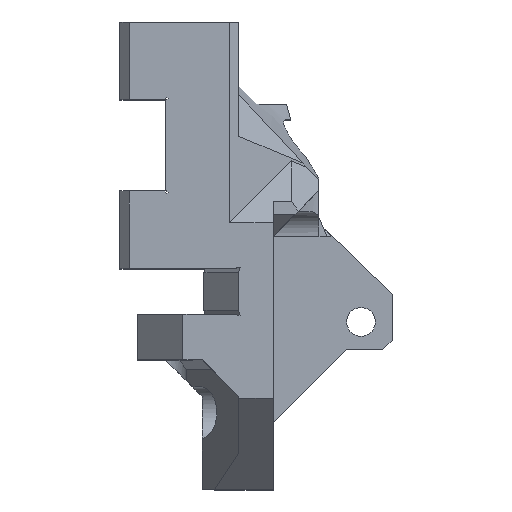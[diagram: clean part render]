
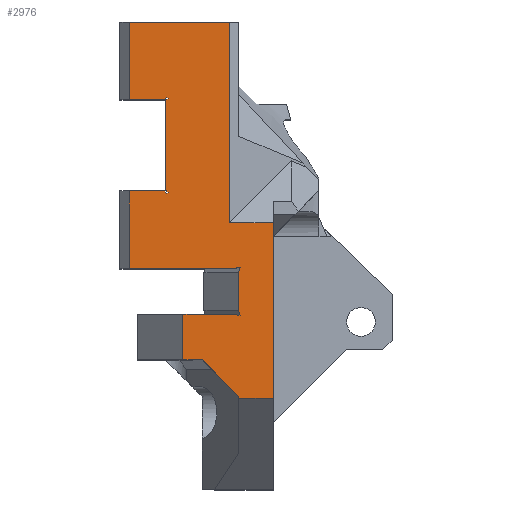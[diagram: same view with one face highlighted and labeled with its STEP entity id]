
A CAD part, top view. The second image highlights one B-rep face of the part: STEP entity #2976.
In plain terms, the highlighted planar face has unit normal (0, 0, 1).
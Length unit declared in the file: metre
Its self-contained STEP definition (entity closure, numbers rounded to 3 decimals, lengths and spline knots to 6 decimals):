
#255=ORIENTED_EDGE('',*,*,#1126,.F.);
#256=ORIENTED_EDGE('',*,*,#1103,.T.);
#257=ORIENTED_EDGE('',*,*,#1127,.F.);
#258=ORIENTED_EDGE('',*,*,#1128,.F.);
#259=ORIENTED_EDGE('',*,*,#1129,.T.);
#260=ORIENTED_EDGE('',*,*,#1130,.T.);
#261=ORIENTED_EDGE('',*,*,#1131,.F.);
#262=ORIENTED_EDGE('',*,*,#1132,.T.);
#263=ORIENTED_EDGE('',*,*,#1133,.T.);
#264=ORIENTED_EDGE('',*,*,#1134,.T.);
#265=ORIENTED_EDGE('',*,*,#1135,.F.);
#266=ORIENTED_EDGE('',*,*,#1136,.T.);
#267=ORIENTED_EDGE('',*,*,#1137,.T.);
#268=ORIENTED_EDGE('',*,*,#1138,.T.);
#269=ORIENTED_EDGE('',*,*,#1139,.T.);
#270=ORIENTED_EDGE('',*,*,#1140,.F.);
#271=ORIENTED_EDGE('',*,*,#1141,.F.);
#272=ORIENTED_EDGE('',*,*,#1142,.F.);
#273=ORIENTED_EDGE('',*,*,#1143,.F.);
#274=ORIENTED_EDGE('',*,*,#1144,.F.);
#275=ORIENTED_EDGE('',*,*,#1145,.T.);
#276=ORIENTED_EDGE('',*,*,#1146,.T.);
#277=ORIENTED_EDGE('',*,*,#1147,.T.);
#278=ORIENTED_EDGE('',*,*,#1148,.T.);
#279=ORIENTED_EDGE('',*,*,#1149,.T.);
#280=ORIENTED_EDGE('',*,*,#1118,.F.);
#281=ORIENTED_EDGE('',*,*,#1150,.F.);
#1103=EDGE_CURVE('',#1534,#1536,#1823,.T.);
#1118=EDGE_CURVE('',#1549,#1550,#1836,.T.);
#1126=EDGE_CURVE('',#1534,#1557,#1844,.F.);
#1127=EDGE_CURVE('',#1558,#1536,#1845,.T.);
#1128=EDGE_CURVE('',#1559,#1558,#1846,.T.);
#1129=EDGE_CURVE('',#1559,#1560,#1847,.T.);
#1130=EDGE_CURVE('',#1560,#1561,#1848,.T.);
#1131=EDGE_CURVE('',#1562,#1561,#1849,.T.);
#1132=EDGE_CURVE('',#1562,#1563,#1850,.T.);
#1133=EDGE_CURVE('',#1563,#1564,#1851,.T.);
#1134=EDGE_CURVE('',#1564,#1565,#1852,.T.);
#1135=EDGE_CURVE('',#1566,#1565,#1853,.T.);
#1136=EDGE_CURVE('',#1566,#1567,#1854,.T.);
#1137=EDGE_CURVE('',#1567,#1568,#1855,.T.);
#1138=EDGE_CURVE('',#1568,#1569,#1856,.T.);
#1139=EDGE_CURVE('',#1569,#1570,#1857,.T.);
#1140=EDGE_CURVE('',#1571,#1570,#1858,.T.);
#1141=EDGE_CURVE('',#1572,#1571,#1859,.T.);
#1142=EDGE_CURVE('',#1573,#1572,#1860,.T.);
#1143=EDGE_CURVE('',#1574,#1573,#1861,.T.);
#1144=EDGE_CURVE('',#1575,#1574,#1862,.T.);
#1145=EDGE_CURVE('',#1575,#1576,#1863,.T.);
#1146=EDGE_CURVE('',#1576,#1577,#1864,.T.);
#1147=EDGE_CURVE('',#1577,#1578,#1865,.T.);
#1148=EDGE_CURVE('',#1578,#1579,#1866,.T.);
#1149=EDGE_CURVE('',#1579,#1550,#1867,.T.);
#1150=EDGE_CURVE('',#1557,#1549,#1868,.F.);
#1534=VERTEX_POINT('',#4312);
#1536=VERTEX_POINT('',#4316);
#1549=VERTEX_POINT('',#4348);
#1550=VERTEX_POINT('',#4350);
#1557=VERTEX_POINT('',#4366);
#1558=VERTEX_POINT('',#4368);
#1559=VERTEX_POINT('',#4370);
#1560=VERTEX_POINT('',#4372);
#1561=VERTEX_POINT('',#4374);
#1562=VERTEX_POINT('',#4376);
#1563=VERTEX_POINT('',#4378);
#1564=VERTEX_POINT('',#4380);
#1565=VERTEX_POINT('',#4382);
#1566=VERTEX_POINT('',#4384);
#1567=VERTEX_POINT('',#4386);
#1568=VERTEX_POINT('',#4388);
#1569=VERTEX_POINT('',#4390);
#1570=VERTEX_POINT('',#4392);
#1571=VERTEX_POINT('',#4394);
#1572=VERTEX_POINT('',#4396);
#1573=VERTEX_POINT('',#4398);
#1574=VERTEX_POINT('',#4400);
#1575=VERTEX_POINT('',#4402);
#1576=VERTEX_POINT('',#4404);
#1577=VERTEX_POINT('',#4406);
#1578=VERTEX_POINT('',#4408);
#1579=VERTEX_POINT('',#4410);
#1823=LINE('',#4317,#2149);
#1836=LINE('',#4349,#2162);
#1844=LINE('',#4365,#2170);
#1845=LINE('',#4367,#2171);
#1846=LINE('',#4369,#2172);
#1847=LINE('',#4371,#2173);
#1848=LINE('',#4373,#2174);
#1849=LINE('',#4375,#2175);
#1850=LINE('',#4377,#2176);
#1851=LINE('',#4379,#2177);
#1852=LINE('',#4381,#2178);
#1853=LINE('',#4383,#2179);
#1854=LINE('',#4385,#2180);
#1855=LINE('',#4387,#2181);
#1856=LINE('',#4389,#2182);
#1857=LINE('',#4391,#2183);
#1858=LINE('',#4393,#2184);
#1859=LINE('',#4395,#2185);
#1860=LINE('',#4397,#2186);
#1861=LINE('',#4399,#2187);
#1862=LINE('',#4401,#2188);
#1863=LINE('',#4403,#2189);
#1864=LINE('',#4405,#2190);
#1865=LINE('',#4407,#2191);
#1866=LINE('',#4409,#2192);
#1867=LINE('',#4411,#2193);
#1868=LINE('',#4412,#2194);
#2149=VECTOR('',#3457,1.);
#2162=VECTOR('',#3482,1.);
#2170=VECTOR('',#3492,1.);
#2171=VECTOR('',#3493,1.);
#2172=VECTOR('',#3494,1.);
#2173=VECTOR('',#3495,1.);
#2174=VECTOR('',#3496,1.);
#2175=VECTOR('',#3497,1.);
#2176=VECTOR('',#3498,1.);
#2177=VECTOR('',#3499,1.);
#2178=VECTOR('',#3500,1.);
#2179=VECTOR('',#3501,1.);
#2180=VECTOR('',#3502,1.);
#2181=VECTOR('',#3503,1.);
#2182=VECTOR('',#3504,1.);
#2183=VECTOR('',#3505,1.);
#2184=VECTOR('',#3506,1.);
#2185=VECTOR('',#3507,1.);
#2186=VECTOR('',#3508,1.);
#2187=VECTOR('',#3509,1.);
#2188=VECTOR('',#3510,1.);
#2189=VECTOR('',#3511,1.);
#2190=VECTOR('',#3512,1.);
#2191=VECTOR('',#3513,1.);
#2192=VECTOR('',#3514,1.);
#2193=VECTOR('',#3515,1.);
#2194=VECTOR('',#3516,1.);
#2456=EDGE_LOOP('',(#255,#256,#257,#258,#259,#260,#261,#262,#263,#264,#265,
#266,#267,#268,#269,#270,#271,#272,#273,#274,#275,#276,#277,#278,#279,#280,
#281));
#2657=FACE_BOUND('',#2456,.T.);
#2852=PLANE('',#3160);
#2976=ADVANCED_FACE('',(#2657),#2852,.F.);
#3160=AXIS2_PLACEMENT_3D('',#4364,#3490,#3491);
#3457=DIRECTION('',(0.,-1.,0.));
#3482=DIRECTION('',(-1.,0.,0.));
#3490=DIRECTION('',(0.,0.,-1.));
#3491=DIRECTION('',(0.,1.,0.));
#3492=DIRECTION('',(-0.253,-0.968,0.));
#3493=DIRECTION('',(-0.253,0.968,0.));
#3494=DIRECTION('',(0.968,-0.253,0.));
#3495=DIRECTION('',(-1.,0.,0.));
#3496=DIRECTION('',(0.,-1.,0.));
#3497=DIRECTION('',(-1.,0.,0.));
#3498=DIRECTION('',(0.707,-0.707,0.));
#3499=DIRECTION('',(0.,-1.,0.));
#3500=DIRECTION('',(1.,0.,0.));
#3501=DIRECTION('',(0.,-1.,0.));
#3502=DIRECTION('',(-1.,0.,0.));
#3503=DIRECTION('',(0.,1.,0.));
#3504=DIRECTION('',(-1.,0.,0.));
#3505=DIRECTION('',(0.,-1.,0.));
#3506=DIRECTION('',(-1.,0.,0.));
#3507=DIRECTION('',(-0.707,-0.707,0.));
#3508=DIRECTION('',(-0.707,0.707,0.));
#3509=DIRECTION('',(0.707,0.707,0.));
#3510=DIRECTION('',(0.,1.,0.));
#3511=DIRECTION('',(0.707,-0.707,0.));
#3512=DIRECTION('',(-0.707,-0.707,0.));
#3513=DIRECTION('',(-0.707,0.707,0.));
#3514=DIRECTION('',(-1.,0.,0.));
#3515=DIRECTION('',(0.,-1.,0.));
#3516=DIRECTION('',(0.968,0.253,0.));
#4312=CARTESIAN_POINT('',(0.02305,-0.01395,0.0561));
#4316=CARTESIAN_POINT('',(0.02305,-0.01805,0.0561));
#4317=CARTESIAN_POINT('',(0.02305,-0.0306,0.0561));
#4348=CARTESIAN_POINT('',(0.0226,-0.0135,0.0561));
#4349=CARTESIAN_POINT('',(0.02305,-0.0135,0.0561));
#4350=CARTESIAN_POINT('',(0.01105,-0.0135,0.0561));
#4364=CARTESIAN_POINT('',(0.02305,0.,0.0561));
#4365=CARTESIAN_POINT('',(0.02313,-0.013645,0.0561));
#4366=CARTESIAN_POINT('',(0.023209,-0.013341,0.0561));
#4367=CARTESIAN_POINT('',(0.02313,-0.018355,0.0561));
#4368=CARTESIAN_POINT('',(0.023209,-0.018659,0.0561));
#4369=CARTESIAN_POINT('',(0.022905,-0.01858,0.0561));
#4370=CARTESIAN_POINT('',(0.0226,-0.0185,0.0561));
#4371=CARTESIAN_POINT('',(0.0175,-0.0185,0.0561));
#4372=CARTESIAN_POINT('',(0.01695,-0.0185,0.0561));
#4373=CARTESIAN_POINT('',(0.01695,0.,0.0561));
#4374=CARTESIAN_POINT('',(0.01695,-0.0235,0.0561));
#4375=CARTESIAN_POINT('',(0.0175,-0.0235,0.0561));
#4376=CARTESIAN_POINT('',(0.01905,-0.0235,0.0561));
#4377=CARTESIAN_POINT('',(0.0093,-0.01375,0.0561));
#4378=CARTESIAN_POINT('',(0.02305,-0.0275,0.0561));
#4379=CARTESIAN_POINT('',(0.02305,-0.0306,0.0561));
#4380=CARTESIAN_POINT('',(0.02305,-0.0277,0.0561));
#4381=CARTESIAN_POINT('',(0.02305,-0.0277,0.0561));
#4382=CARTESIAN_POINT('',(0.02685,-0.0277,0.0561));
#4383=CARTESIAN_POINT('',(0.02685,-0.0306,0.0561));
#4384=CARTESIAN_POINT('',(0.02685,-0.0085,0.0561));
#4385=CARTESIAN_POINT('',(0.02305,-0.0085,0.0561));
#4386=CARTESIAN_POINT('',(0.02205,-0.0085,0.0561));
#4387=CARTESIAN_POINT('',(0.02205,0.0135,0.0561));
#4388=CARTESIAN_POINT('',(0.02205,0.0135,0.0561));
#4389=CARTESIAN_POINT('',(0.02305,0.0135,0.0561));
#4390=CARTESIAN_POINT('',(0.01105,0.0135,0.0561));
#4391=CARTESIAN_POINT('',(0.01105,0.,0.0561));
#4392=CARTESIAN_POINT('',(0.01105,0.005,0.0561));
#4393=CARTESIAN_POINT('',(0.01505,0.005,0.0561));
#4394=CARTESIAN_POINT('',(0.014909,0.005,0.0561));
#4395=CARTESIAN_POINT('',(0.01505,0.005141,0.0561));
#4396=CARTESIAN_POINT('',(0.015191,0.005283,0.0561));
#4397=CARTESIAN_POINT('',(0.015262,0.005212,0.0561));
#4398=CARTESIAN_POINT('',(0.015333,0.005141,0.0561));
#4399=CARTESIAN_POINT('',(0.015191,0.005,0.0561));
#4400=CARTESIAN_POINT('',(0.01505,0.004859,0.0561));
#4401=CARTESIAN_POINT('',(0.01505,0.,0.0561));
#4402=CARTESIAN_POINT('',(0.01505,-0.004859,0.0561));
#4403=CARTESIAN_POINT('',(0.015191,-0.005,0.0561));
#4404=CARTESIAN_POINT('',(0.015333,-0.005141,0.0561));
#4405=CARTESIAN_POINT('',(0.015262,-0.005212,0.0561));
#4406=CARTESIAN_POINT('',(0.015191,-0.005283,0.0561));
#4407=CARTESIAN_POINT('',(0.01505,-0.005141,0.0561));
#4408=CARTESIAN_POINT('',(0.014909,-0.005,0.0561));
#4409=CARTESIAN_POINT('',(0.01505,-0.005,0.0561));
#4410=CARTESIAN_POINT('',(0.01105,-0.005,0.0561));
#4411=CARTESIAN_POINT('',(0.01105,0.,0.0561));
#4412=CARTESIAN_POINT('',(0.022905,-0.01342,0.0561));
